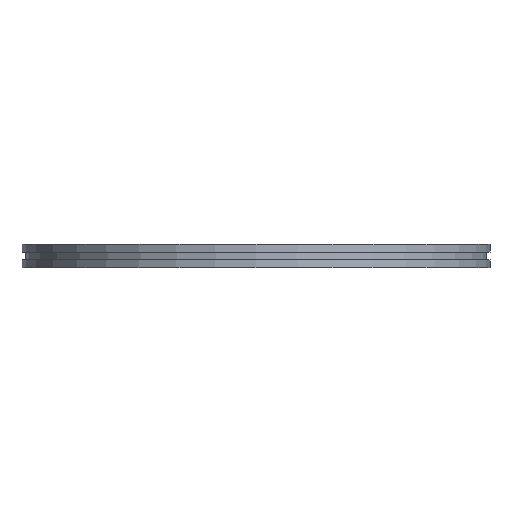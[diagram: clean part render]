
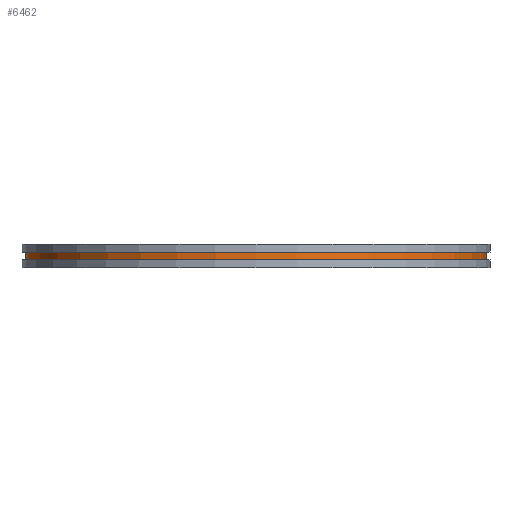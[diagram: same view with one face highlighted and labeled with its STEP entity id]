
A CAD part, front view. The second image highlights one B-rep face of the part: STEP entity #6462.
In plain terms, the highlighted cylindrical face has radius 74.93 mm (diameter 149.86 mm), a partial arc.
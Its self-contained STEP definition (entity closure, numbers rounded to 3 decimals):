
#645 = VERTEX_POINT ( 'NONE', #1339 ) ;
#1339 = CARTESIAN_POINT ( 'NONE',  ( -74.93, 0., 2.54 ) ) ;
#1369 = VECTOR ( 'NONE', #2003, 1000. ) ;
#1432 = DIRECTION ( 'NONE',  ( 1., 0., 0. ) ) ;
#1535 = EDGE_CURVE ( 'NONE', #645, #4043, #6960, .T. ) ;
#1584 = CIRCLE ( 'NONE', #3821, 74.93 ) ;
#1683 = AXIS2_PLACEMENT_3D ( 'NONE', #7425, #3883, #4546 ) ;
#1731 = CARTESIAN_POINT ( 'NONE',  ( 0., 0., 5.08 ) ) ;
#1751 = CIRCLE ( 'NONE', #1683, 74.93 ) ;
#1798 = DIRECTION ( 'NONE',  ( 0., 0., 1. ) ) ;
#1863 = CARTESIAN_POINT ( 'NONE',  ( 74.93, 0., 2.54 ) ) ;
#1926 = EDGE_CURVE ( 'NONE', #4602, #645, #1751, .T. ) ;
#2003 = DIRECTION ( 'NONE',  ( 0., 0., 1. ) ) ;
#2439 = DIRECTION ( 'NONE',  ( 0., 0., 1. ) ) ;
#2491 = EDGE_LOOP ( 'NONE', ( #4255, #3964, #6924, #7244 ) ) ;
#3024 = EDGE_CURVE ( 'NONE', #4602, #3371, #3599, .T. ) ;
#3371 = VERTEX_POINT ( 'NONE', #5906 ) ;
#3599 = LINE ( 'NONE', #7147, #1369 ) ;
#3733 = CYLINDRICAL_SURFACE ( 'NONE', #4433, 74.93 ) ;
#3821 = AXIS2_PLACEMENT_3D ( 'NONE', #1731, #2439, #6766 ) ;
#3883 = DIRECTION ( 'NONE',  ( 0., 0., -1. ) ) ;
#3964 = ORIENTED_EDGE ( 'NONE', *, *, #1926, .F. ) ;
#4043 = VERTEX_POINT ( 'NONE', #6265 ) ;
#4255 = ORIENTED_EDGE ( 'NONE', *, *, #1535, .F. ) ;
#4433 = AXIS2_PLACEMENT_3D ( 'NONE', #4741, #1798, #1432 ) ;
#4546 = DIRECTION ( 'NONE',  ( 1., 0., 0. ) ) ;
#4602 = VERTEX_POINT ( 'NONE', #1863 ) ;
#4741 = CARTESIAN_POINT ( 'NONE',  ( 0., 0., 2.54 ) ) ;
#5072 = VECTOR ( 'NONE', #5110, 1000. ) ;
#5090 = CARTESIAN_POINT ( 'NONE',  ( -74.93, 0., 2.54 ) ) ;
#5110 = DIRECTION ( 'NONE',  ( 0., 0., 1. ) ) ;
#5625 = FACE_OUTER_BOUND ( 'NONE', #2491, .T. ) ;
#5906 = CARTESIAN_POINT ( 'NONE',  ( 74.93, 0., 5.08 ) ) ;
#6265 = CARTESIAN_POINT ( 'NONE',  ( -74.93, 0., 5.08 ) ) ;
#6462 = ADVANCED_FACE ( 'NONE', ( #5625 ), #3733, .T. ) ;
#6657 = EDGE_CURVE ( 'NONE', #4043, #3371, #1584, .T. ) ;
#6766 = DIRECTION ( 'NONE',  ( 1., 0., 0. ) ) ;
#6924 = ORIENTED_EDGE ( 'NONE', *, *, #3024, .T. ) ;
#6960 = LINE ( 'NONE', #5090, #5072 ) ;
#7147 = CARTESIAN_POINT ( 'NONE',  ( 74.93, 0., 2.54 ) ) ;
#7244 = ORIENTED_EDGE ( 'NONE', *, *, #6657, .F. ) ;
#7425 = CARTESIAN_POINT ( 'NONE',  ( 0., 0., 2.54 ) ) ;
